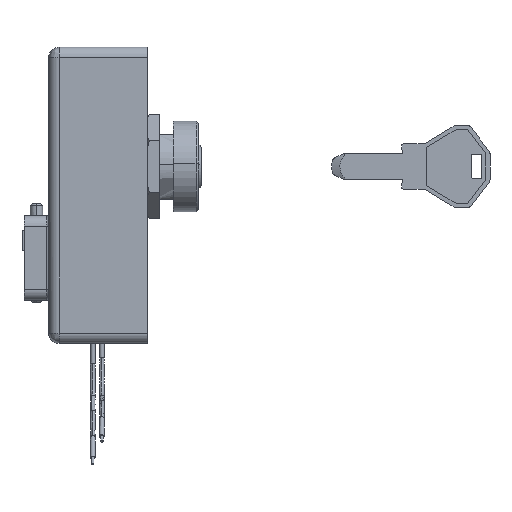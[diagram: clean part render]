
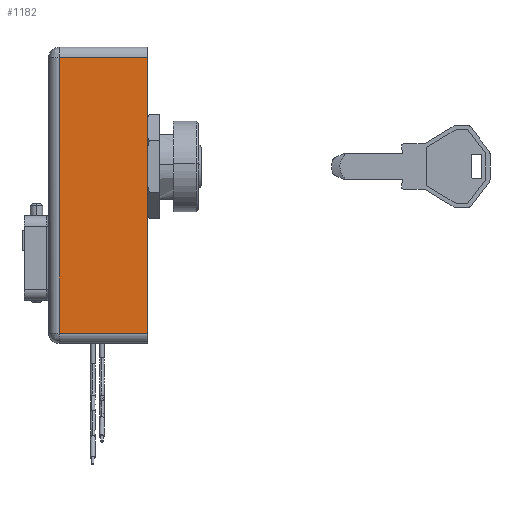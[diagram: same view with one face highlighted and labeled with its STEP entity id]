
A CAD part, left-side view. The second image highlights one B-rep face of the part: STEP entity #1182.
In plain terms, the highlighted free-form (B-spline) face has degree [1, 1] with [2, 2] control points.
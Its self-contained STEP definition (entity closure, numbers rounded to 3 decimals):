
#1147=CARTESIAN_POINT('',(-16.5,5.226,29.847));
#1148=CARTESIAN_POINT('',(-16.5,5.226,-43.847));
#1149=CARTESIAN_POINT('',(-16.5,28.874,29.847));
#1150=CARTESIAN_POINT('',(-16.5,28.874,-43.847));
#1151=B_SPLINE_SURFACE_WITH_KNOTS('',1,1,((#1147,#1149),(#1148,#1150)),.UNSPECIFIED.,.F.,.F.,.U.,(2,2),(2,2),(0.0,73.693),(0.0,23.648),.UNSPECIFIED.);
#1152=CARTESIAN_POINT('',(-16.5,6.3,26.5));
#1153=VERTEX_POINT('',#1152);
#1154=CARTESIAN_POINT('',(-16.5,27.8,26.5));
#1155=VERTEX_POINT('',#1154);
#1156=CARTESIAN_POINT('',(-16.5,6.3,26.5));
#1157=CARTESIAN_POINT('',(-16.5,27.8,26.5));
#1158=QUASI_UNIFORM_CURVE('',1,(#1156,#1157),.UNSPECIFIED.,.F.,.U.);
#1159=EDGE_CURVE('',#1153,#1155,#1158,.T.);
#1160=ORIENTED_EDGE('',*,*,#1159,.T.);
#1161=CARTESIAN_POINT('',(-16.5,27.8,-40.5));
#1162=VERTEX_POINT('',#1161);
#1163=CARTESIAN_POINT('',(-16.5,27.8,26.5));
#1164=CARTESIAN_POINT('',(-16.5,27.8,-40.5));
#1165=QUASI_UNIFORM_CURVE('',1,(#1163,#1164),.UNSPECIFIED.,.F.,.U.);
#1166=EDGE_CURVE('',#1155,#1162,#1165,.T.);
#1167=ORIENTED_EDGE('',*,*,#1166,.T.);
#1168=CARTESIAN_POINT('',(-16.5,6.3,-40.5));
#1169=VERTEX_POINT('',#1168);
#1170=CARTESIAN_POINT('',(-16.5,6.3,-40.5));
#1171=CARTESIAN_POINT('',(-16.5,27.8,-40.5));
#1172=QUASI_UNIFORM_CURVE('',1,(#1170,#1171),.UNSPECIFIED.,.F.,.U.);
#1173=EDGE_CURVE('',#1169,#1162,#1172,.T.);
#1174=ORIENTED_EDGE('',*,*,#1173,.F.);
#1175=CARTESIAN_POINT('',(-16.5,6.3,26.5));
#1176=CARTESIAN_POINT('',(-16.5,6.3,-40.5));
#1177=QUASI_UNIFORM_CURVE('',1,(#1175,#1176),.UNSPECIFIED.,.F.,.U.);
#1178=EDGE_CURVE('',#1153,#1169,#1177,.T.);
#1179=ORIENTED_EDGE('',*,*,#1178,.F.);
#1180=EDGE_LOOP('',(#1160,#1167,#1174,#1179));
#1181=FACE_OUTER_BOUND('',#1180,.T.);
#1182=ADVANCED_FACE('',(#1181),#1151,.F.);
